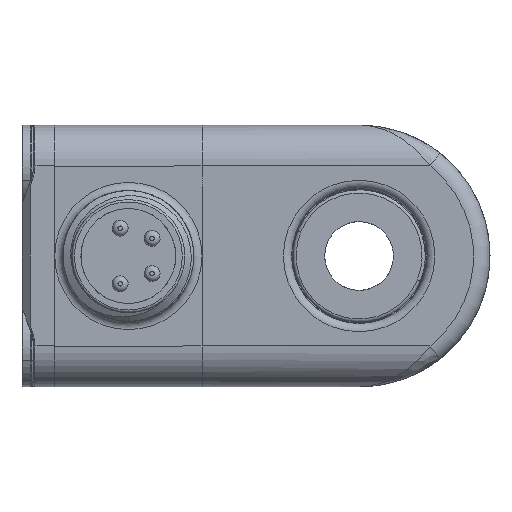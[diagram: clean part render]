
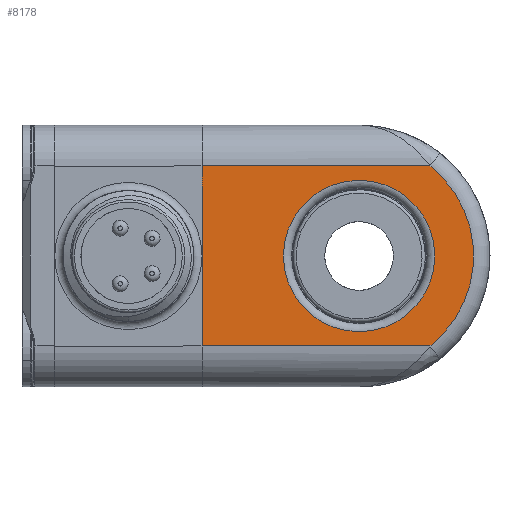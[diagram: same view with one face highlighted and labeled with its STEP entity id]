
A CAD part, left-side view. The second image highlights one B-rep face of the part: STEP entity #8178.
In plain terms, the highlighted planar face has unit normal (-1, 0, 0).
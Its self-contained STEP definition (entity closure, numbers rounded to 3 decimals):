
#84 = PLANE ( 'NONE',  #4861 ) ;
#133 = LINE ( 'NONE', #6655, #2404 ) ;
#472 = VERTEX_POINT ( 'NONE', #11348 ) ;
#995 = EDGE_LOOP ( 'NONE', ( #11510, #2826, #6150, #10286, #14587 ) ) ;
#1076 = LINE ( 'NONE', #6828, #5716 ) ;
#1492 = VERTEX_POINT ( 'NONE', #9016 ) ;
#1494 = DIRECTION ( 'NONE',  ( 0., 1., 0. ) ) ;
#1650 = DIRECTION ( 'NONE',  ( 0., 0., 1. ) ) ;
#1952 = CARTESIAN_POINT ( 'NONE',  ( -20., 9.6, 0. ) ) ;
#2036 = VERTEX_POINT ( 'NONE', #7586 ) ;
#2146 = FACE_OUTER_BOUND ( 'NONE', #995, .T. ) ;
#2404 = VECTOR ( 'NONE', #2422, 1000. ) ;
#2422 = DIRECTION ( 'NONE',  ( 0., 1., 0. ) ) ;
#2826 = ORIENTED_EDGE ( 'NONE', *, *, #5439, .T. ) ;
#3115 = CIRCLE ( 'NONE', #7859, 7. ) ;
#4254 = DIRECTION ( 'NONE',  ( 0., 0., 1. ) ) ;
#4320 = VECTOR ( 'NONE', #1494, 1000. ) ;
#4571 = CARTESIAN_POINT ( 'NONE',  ( -20., 0., 0. ) ) ;
#4847 = EDGE_CURVE ( 'NONE', #1492, #472, #133, .T. ) ;
#4861 = AXIS2_PLACEMENT_3D ( 'NONE', #4571, #9104, #12159 ) ;
#5376 = CARTESIAN_POINT ( 'NONE',  ( -20., 0., 0. ) ) ;
#5439 = EDGE_CURVE ( 'NONE', #1492, #6377, #3115, .T. ) ;
#5716 = VECTOR ( 'NONE', #13645, 1000. ) ;
#6150 = ORIENTED_EDGE ( 'NONE', *, *, #13114, .T. ) ;
#6215 = CARTESIAN_POINT ( 'NONE',  ( -20., -9.501, 5.5 ) ) ;
#6377 = VERTEX_POINT ( 'NONE', #7255 ) ;
#6423 = DIRECTION ( 'NONE',  ( 1., 0., 0. ) ) ;
#6655 = CARTESIAN_POINT ( 'NONE',  ( -20., -9.501, -5.5 ) ) ;
#6828 = CARTESIAN_POINT ( 'NONE',  ( -20., 9.6, -5.5 ) ) ;
#7255 = CARTESIAN_POINT ( 'NONE',  ( -20., -4.33, 5.5 ) ) ;
#7586 = CARTESIAN_POINT ( 'NONE',  ( -20., 0., 4.625 ) ) ;
#7677 = DIRECTION ( 'NONE',  ( 0., 0., 1. ) ) ;
#7859 = AXIS2_PLACEMENT_3D ( 'NONE', #10594, #10681, #1650 ) ;
#8178 = ADVANCED_FACE ( 'NONE', ( #14651, #2146 ), #84, .T. ) ;
#8557 = VERTEX_POINT ( 'NONE', #1952 ) ;
#9016 = CARTESIAN_POINT ( 'NONE',  ( -20., -4.33, -5.5 ) ) ;
#9104 = DIRECTION ( 'NONE',  ( -1., 0., 0. ) ) ;
#9191 = EDGE_LOOP ( 'NONE', ( #12019 ) ) ;
#9301 = CIRCLE ( 'NONE', #13095, 4.625 ) ;
#9594 = LINE ( 'NONE', #14404, #10943 ) ;
#9831 = VERTEX_POINT ( 'NONE', #14162 ) ;
#10286 = ORIENTED_EDGE ( 'NONE', *, *, #11401, .F. ) ;
#10594 = CARTESIAN_POINT ( 'NONE',  ( -20., 0., 0. ) ) ;
#10681 = DIRECTION ( 'NONE',  ( -1., 0., 0. ) ) ;
#10943 = VECTOR ( 'NONE', #7677, 1000. ) ;
#11348 = CARTESIAN_POINT ( 'NONE',  ( -20., 9.6, -5.5 ) ) ;
#11401 = EDGE_CURVE ( 'NONE', #8557, #9831, #1076, .T. ) ;
#11510 = ORIENTED_EDGE ( 'NONE', *, *, #4847, .F. ) ;
#12019 = ORIENTED_EDGE ( 'NONE', *, *, #13823, .T. ) ;
#12159 = DIRECTION ( 'NONE',  ( 0., 0., 1. ) ) ;
#12956 = LINE ( 'NONE', #6215, #4320 ) ;
#13095 = AXIS2_PLACEMENT_3D ( 'NONE', #5376, #6423, #4254 ) ;
#13114 = EDGE_CURVE ( 'NONE', #6377, #9831, #12956, .T. ) ;
#13645 = DIRECTION ( 'NONE',  ( 0., 0., 1. ) ) ;
#13823 = EDGE_CURVE ( 'NONE', #2036, #2036, #9301, .T. ) ;
#14162 = CARTESIAN_POINT ( 'NONE',  ( -20., 9.6, 5.5 ) ) ;
#14404 = CARTESIAN_POINT ( 'NONE',  ( -20., 9.6, -5.5 ) ) ;
#14486 = EDGE_CURVE ( 'NONE', #472, #8557, #9594, .T. ) ;
#14587 = ORIENTED_EDGE ( 'NONE', *, *, #14486, .F. ) ;
#14651 = FACE_BOUND ( 'NONE', #9191, .T. ) ;
